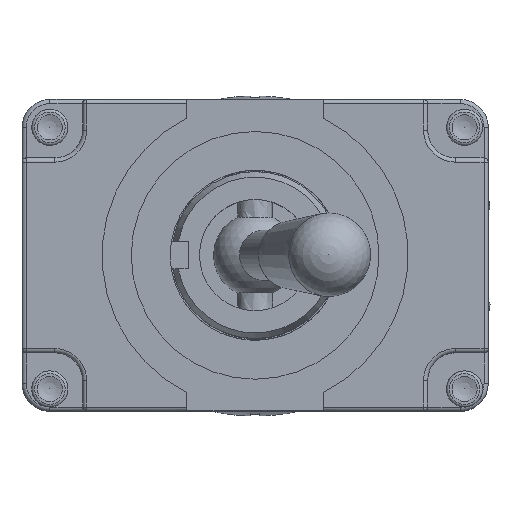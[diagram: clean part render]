
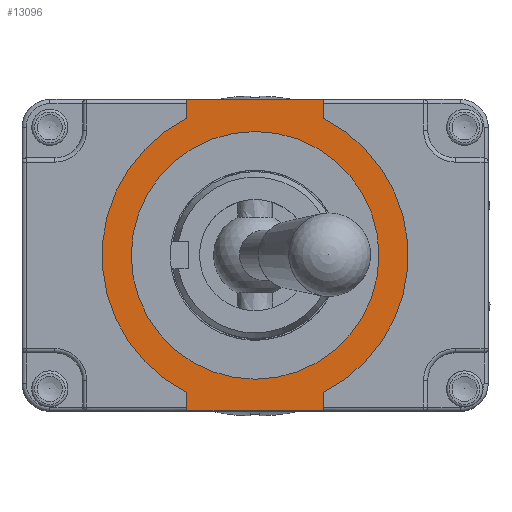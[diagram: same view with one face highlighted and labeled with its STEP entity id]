
A CAD part, top view. The second image highlights one B-rep face of the part: STEP entity #13096.
In plain terms, the highlighted planar face has unit normal (0, 0, 1).
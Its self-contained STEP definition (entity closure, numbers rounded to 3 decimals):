
#584=FACE_BOUND('',#2061,.T.);
#766=PLANE('',#14338);
#1211=FACE_OUTER_BOUND('',#2060,.T.);
#2060=EDGE_LOOP('',(#10159,#10160,#10161,#10162,#10163,#10164,#10165,#10166));
#2061=EDGE_LOOP('',(#10167));
#2910=LINE('',#21006,#3843);
#2930=LINE('',#21092,#3863);
#2971=LINE('',#21461,#3904);
#2973=LINE('',#21469,#3906);
#2976=LINE('',#21474,#3909);
#2978=LINE('',#21480,#3911);
#3843=VECTOR('',#16609,10.);
#3863=VECTOR('',#16701,10.);
#3904=VECTOR('',#16966,10.);
#3906=VECTOR('',#16976,10.);
#3909=VECTOR('',#16981,10.);
#3911=VECTOR('',#16989,10.);
#4848=CIRCLE('',#14327,8.9);
#4849=CIRCLE('',#14331,11.);
#4851=CIRCLE('',#14336,11.);
#5765=VERTEX_POINT('',#21003);
#5766=VERTEX_POINT('',#21005);
#5795=VERTEX_POINT('',#21089);
#5796=VERTEX_POINT('',#21091);
#5860=VERTEX_POINT('',#21452);
#5862=VERTEX_POINT('',#21459);
#5863=VERTEX_POINT('',#21463);
#5865=VERTEX_POINT('',#21472);
#5866=VERTEX_POINT('',#21476);
#7246=EDGE_CURVE('',#5765,#5766,#2910,.T.);
#7288=EDGE_CURVE('',#5795,#5796,#2930,.T.);
#7394=EDGE_CURVE('',#5860,#5860,#4848,.T.);
#7397=EDGE_CURVE('',#5765,#5862,#2971,.T.);
#7398=EDGE_CURVE('',#5862,#5863,#4849,.T.);
#7401=EDGE_CURVE('',#5863,#5796,#2973,.T.);
#7404=EDGE_CURVE('',#5795,#5865,#2976,.T.);
#7405=EDGE_CURVE('',#5865,#5866,#4851,.T.);
#7407=EDGE_CURVE('',#5866,#5766,#2978,.T.);
#10159=ORIENTED_EDGE('',*,*,#7288,.F.);
#10160=ORIENTED_EDGE('',*,*,#7404,.T.);
#10161=ORIENTED_EDGE('',*,*,#7405,.T.);
#10162=ORIENTED_EDGE('',*,*,#7407,.T.);
#10163=ORIENTED_EDGE('',*,*,#7246,.F.);
#10164=ORIENTED_EDGE('',*,*,#7397,.T.);
#10165=ORIENTED_EDGE('',*,*,#7398,.T.);
#10166=ORIENTED_EDGE('',*,*,#7401,.T.);
#10167=ORIENTED_EDGE('',*,*,#7394,.T.);
#13096=ADVANCED_FACE('',(#1211,#584),#766,.T.);
#14327=AXIS2_PLACEMENT_3D('',#21454,#16958,#16959);
#14331=AXIS2_PLACEMENT_3D('',#21464,#16969,#16970);
#14336=AXIS2_PLACEMENT_3D('',#21477,#16984,#16985);
#14338=AXIS2_PLACEMENT_3D('',#21481,#16990,#16991);
#16609=DIRECTION('',(-1.,0.,0.));
#16701=DIRECTION('',(1.,0.,0.));
#16958=DIRECTION('center_axis',(0.,0.,
-1.));
#16959=DIRECTION('ref_axis',(1.,0.,0.));
#16966=DIRECTION('',(0.,1.,0.));
#16969=DIRECTION('center_axis',(0.,0.,
1.));
#16970=DIRECTION('ref_axis',(-0.445,0.895,0.));
#16976=DIRECTION('',(0.,1.,0.));
#16981=DIRECTION('',(0.,-1.,0.));
#16984=DIRECTION('center_axis',(0.,0.,
1.));
#16985=DIRECTION('ref_axis',(0.445,-0.895,0.));
#16989=DIRECTION('',(0.,-1.,0.));
#16990=DIRECTION('center_axis',(0.,0.,
1.));
#16991=DIRECTION('ref_axis',(-1.,0.,0.));
#21003=CARTESIAN_POINT('',(4.9,-11.183,1.8));
#21005=CARTESIAN_POINT('',(-4.9,-11.183,1.8));
#21006=CARTESIAN_POINT('',(7.375,-11.183,1.8));
#21089=CARTESIAN_POINT('',(-4.9,11.183,1.8));
#21091=CARTESIAN_POINT('',(4.9,11.183,1.8));
#21092=CARTESIAN_POINT('',(-7.375,11.183,1.8));
#21452=CARTESIAN_POINT('',(-8.9,0.,1.8));
#21454=CARTESIAN_POINT('Origin',(0.,0.,
1.8));
#21459=CARTESIAN_POINT('',(4.9,-9.848,1.8));
#21461=CARTESIAN_POINT('',(4.9,-9.848,1.8));
#21463=CARTESIAN_POINT('',(4.9,9.848,1.8));
#21464=CARTESIAN_POINT('Origin',(0.,0.,
1.8));
#21469=CARTESIAN_POINT('',(4.9,11.2,1.8));
#21472=CARTESIAN_POINT('',(-4.9,9.848,1.8));
#21474=CARTESIAN_POINT('',(-4.9,9.848,1.8));
#21476=CARTESIAN_POINT('',(-4.9,-9.848,1.8));
#21477=CARTESIAN_POINT('Origin',(0.,0.,
1.8));
#21480=CARTESIAN_POINT('',(-4.9,-11.2,1.8));
#21481=CARTESIAN_POINT('Origin',(0.,0.,
1.8));
